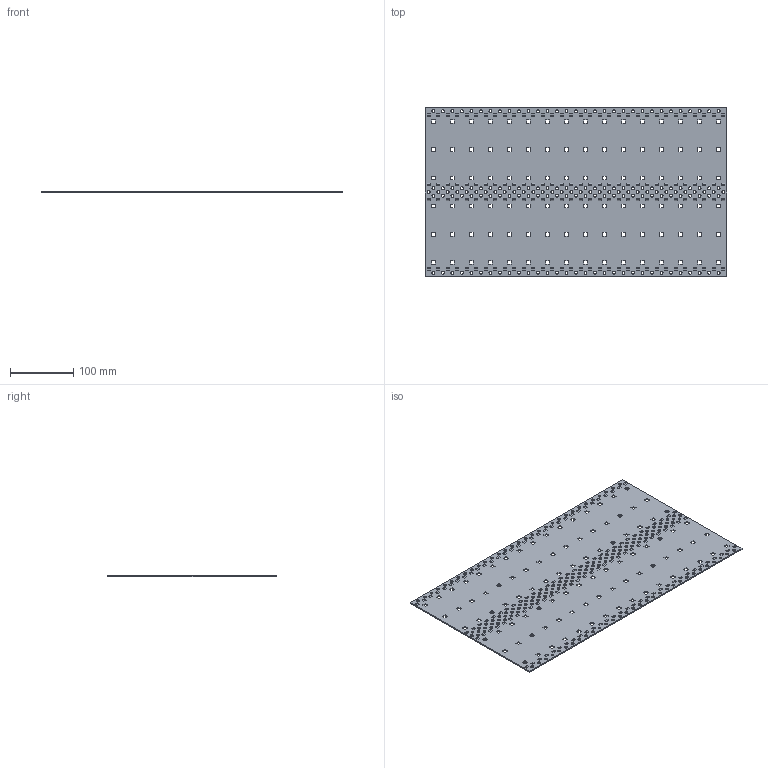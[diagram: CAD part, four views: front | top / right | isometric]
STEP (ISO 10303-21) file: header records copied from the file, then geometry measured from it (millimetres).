
FILE_DESCRIPTION(/* description */ (''),/* implementation_level */ '2;1');
FILE_NAME(/* name */ '86648061_BSW M 48600.stp',/* time_stamp */ '2015-03-27T08:10:13+01:00',/* author */ ('kleemann'),/* organization */ ('Fa. Bopla'),/* preprocessor_version */ 'ST-DEVELOPER v15.6',/* originating_system */ 'Autodesk Inventor 2015',/* authorisation */ '');
FILE_SCHEMA (('AUTOMOTIVE_DESIGN { 1 0 10303 214 3 1 1 }'));
Products named in the file (1): BSW_M_48600_3DSYM PART1
Bounding box: 475 x 265.9 x 3 mm (x, y, z)
Volume: 240549.1 mm3; surface area: 255582.8 mm2
Topology: 1 solids, 1 shells, 2210 faces, 6168 edges, 4216 vertices
Faces by surface type: plane 1670, cylinder 540
Full cylindrical faces by diameter (mm): 4.6 x156
Entity records: 72232 total; most frequent: CARTESIAN_POINT 12595, ORIENTED_EDGE 12336, DIRECTION 11982, EDGE_CURVE 6168, LINE 4776, VECTOR 4776, VERTEX_POINT 4216, AXIS2_PLACEMENT_3D 3603
